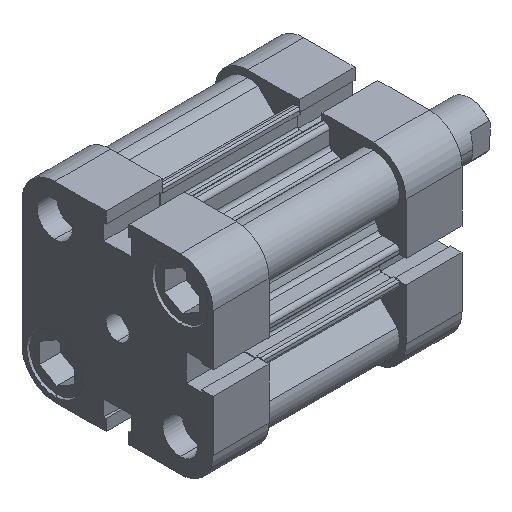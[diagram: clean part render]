
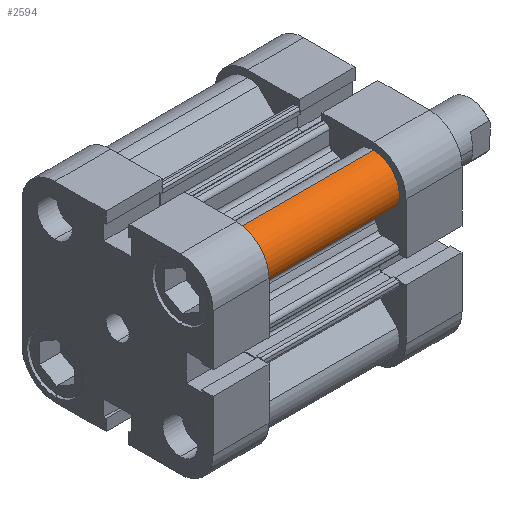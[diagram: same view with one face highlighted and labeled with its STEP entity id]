
A CAD part, isometric view. The second image highlights one B-rep face of the part: STEP entity #2594.
In plain terms, the highlighted cylindrical face has radius 6.75 mm (diameter 13.5 mm), a partial arc.
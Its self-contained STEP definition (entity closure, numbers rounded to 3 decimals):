
#72 = ORIENTED_EDGE ( 'NONE', *, *, #3849, .T. ) ;
#111 = ORIENTED_EDGE ( 'NONE', *, *, #3835, .F. ) ;
#136 = ORIENTED_EDGE ( 'NONE', *, *, #3836, .T. ) ;
#389 = ORIENTED_EDGE ( 'NONE', *, *, #3834, .F. ) ;
#640 = CARTESIAN_POINT ( 'NONE',  ( -23., -16.25, 0. ) ) ;
#641 = CARTESIAN_POINT ( 'NONE',  ( -13.633, -22.472, 35.5 ) ) ;
#679 = CARTESIAN_POINT ( 'NONE',  ( -13.633, -22.472, 0. ) ) ;
#681 = CARTESIAN_POINT ( 'NONE',  ( -23., -16.25, 35.5 ) ) ;
#735 = VERTEX_POINT ( 'NONE', #681 ) ;
#737 = VERTEX_POINT ( 'NONE', #679 ) ;
#773 = VERTEX_POINT ( 'NONE', #641 ) ;
#774 = VERTEX_POINT ( 'NONE', #640 ) ;
#2089 = EDGE_LOOP ( 'NONE', ( #111, #136, #72, #389 ) ) ;
#2493 = FACE_OUTER_BOUND ( 'NONE', #2089, .T. ) ;
#2496 = CYLINDRICAL_SURFACE ( 'NONE', #3019, 6.75 ) ;
#2594 = ADVANCED_FACE ( 'NONE', ( #2493 ), #2496, .T. ) ;
#3019 = AXIS2_PLACEMENT_3D ( 'NONE', #5562, #5561, #5560 ) ;
#3403 = AXIS2_PLACEMENT_3D ( 'NONE', #8268, #8269, #8270 ) ;
#3414 = AXIS2_PLACEMENT_3D ( 'NONE', #8300, #8303, #8304 ) ;
#3834 = EDGE_CURVE ( 'NONE', #773, #737, #7042, .T. ) ;
#3835 = EDGE_CURVE ( 'NONE', #735, #773, #7046, .T. ) ;
#3836 = EDGE_CURVE ( 'NONE', #735, #774, #7036, .T. ) ;
#3849 = EDGE_CURVE ( 'NONE', #774, #737, #7070, .T. ) ;
#5560 = DIRECTION ( 'NONE',  ( -1., 0., 0. ) ) ;
#5561 = DIRECTION ( 'NONE',  ( 0., 0., -1. ) ) ;
#5562 = CARTESIAN_POINT ( 'NONE',  ( -16.25, -16.25, 35.5 ) ) ;
#7036 = LINE ( 'NONE', #8272, #7041 ) ;
#7040 = VECTOR ( 'NONE', #8267, 1000. ) ;
#7041 = VECTOR ( 'NONE', #8273, 1000. ) ;
#7042 = LINE ( 'NONE', #8261, #7040 ) ;
#7046 = CIRCLE ( 'NONE', #3403, 6.75 ) ;
#7070 = CIRCLE ( 'NONE', #3414, 6.75 ) ;
#8261 = CARTESIAN_POINT ( 'NONE',  ( -13.633, -22.472, 35.5 ) ) ;
#8267 = DIRECTION ( 'NONE',  ( 0., 0., -1. ) ) ;
#8268 = CARTESIAN_POINT ( 'NONE',  ( -16.25, -16.25, 35.5 ) ) ;
#8269 = DIRECTION ( 'NONE',  ( 0., 0., 1. ) ) ;
#8270 = DIRECTION ( 'NONE',  ( -1., 0., 0. ) ) ;
#8272 = CARTESIAN_POINT ( 'NONE',  ( -23., -16.25, 35.5 ) ) ;
#8273 = DIRECTION ( 'NONE',  ( 0., 0., -1. ) ) ;
#8300 = CARTESIAN_POINT ( 'NONE',  ( -16.25, -16.25, 0. ) ) ;
#8303 = DIRECTION ( 'NONE',  ( 0., 0., 1. ) ) ;
#8304 = DIRECTION ( 'NONE',  ( -1., 0., 0. ) ) ;
